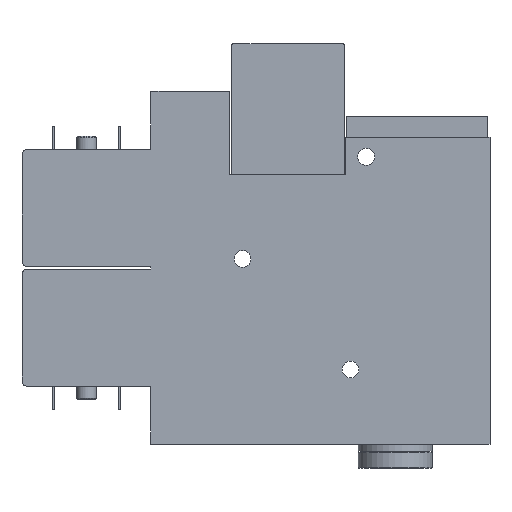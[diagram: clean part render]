
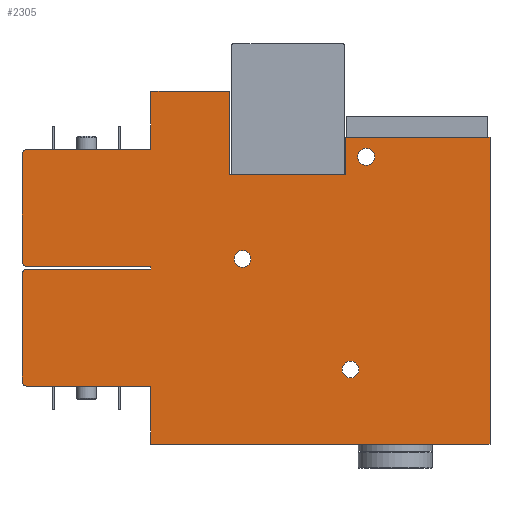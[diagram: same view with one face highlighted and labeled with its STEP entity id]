
A CAD part, left-side view. The second image highlights one B-rep face of the part: STEP entity #2305.
In plain terms, the highlighted face is planar.
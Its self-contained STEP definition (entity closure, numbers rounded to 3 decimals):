
#94=CIRCLE('',#2447,1.6);
#95=CIRCLE('',#2448,1.6);
#96=CIRCLE('',#2449,1.6);
#97=CIRCLE('',#2450,1.);
#98=CIRCLE('',#2451,1.);
#99=CIRCLE('',#2452,1.);
#100=CIRCLE('',#2453,1.);
#248=ORIENTED_EDGE('',*,*,#646,.F.);
#249=ORIENTED_EDGE('',*,*,#647,.F.);
#250=ORIENTED_EDGE('',*,*,#648,.F.);
#251=ORIENTED_EDGE('',*,*,#600,.F.);
#252=ORIENTED_EDGE('',*,*,#589,.F.);
#253=ORIENTED_EDGE('',*,*,#580,.F.);
#254=ORIENTED_EDGE('',*,*,#649,.F.);
#255=ORIENTED_EDGE('',*,*,#650,.F.);
#256=ORIENTED_EDGE('',*,*,#651,.F.);
#257=ORIENTED_EDGE('',*,*,#652,.F.);
#258=ORIENTED_EDGE('',*,*,#595,.F.);
#259=ORIENTED_EDGE('',*,*,#653,.F.);
#260=ORIENTED_EDGE('',*,*,#654,.F.);
#261=ORIENTED_EDGE('',*,*,#655,.F.);
#262=ORIENTED_EDGE('',*,*,#656,.F.);
#263=ORIENTED_EDGE('',*,*,#563,.F.);
#264=ORIENTED_EDGE('',*,*,#598,.F.);
#265=ORIENTED_EDGE('',*,*,#633,.F.);
#266=ORIENTED_EDGE('',*,*,#627,.F.);
#267=ORIENTED_EDGE('',*,*,#620,.F.);
#268=ORIENTED_EDGE('',*,*,#613,.F.);
#269=ORIENTED_EDGE('',*,*,#610,.F.);
#270=ORIENTED_EDGE('',*,*,#603,.F.);
#563=EDGE_CURVE('',#773,#774,#931,.T.);
#580=EDGE_CURVE('',#790,#791,#947,.T.);
#589=EDGE_CURVE('',#791,#799,#955,.T.);
#595=EDGE_CURVE('',#804,#802,#961,.T.);
#598=EDGE_CURVE('',#806,#773,#964,.T.);
#600=EDGE_CURVE('',#799,#808,#965,.T.);
#603=EDGE_CURVE('',#808,#810,#968,.T.);
#610=EDGE_CURVE('',#810,#816,#975,.T.);
#613=EDGE_CURVE('',#816,#818,#978,.T.);
#620=EDGE_CURVE('',#818,#824,#985,.T.);
#627=EDGE_CURVE('',#824,#830,#988,.T.);
#633=EDGE_CURVE('',#830,#806,#991,.T.);
#646=EDGE_CURVE('',#844,#844,#94,.T.);
#647=EDGE_CURVE('',#845,#845,#95,.T.);
#648=EDGE_CURVE('',#846,#846,#96,.T.);
#649=EDGE_CURVE('',#847,#790,#97,.T.);
#650=EDGE_CURVE('',#848,#847,#997,.T.);
#651=EDGE_CURVE('',#849,#848,#98,.T.);
#652=EDGE_CURVE('',#802,#849,#998,.T.);
#653=EDGE_CURVE('',#850,#804,#999,.T.);
#654=EDGE_CURVE('',#851,#850,#99,.T.);
#655=EDGE_CURVE('',#852,#851,#1000,.T.);
#656=EDGE_CURVE('',#774,#852,#100,.T.);
#773=VERTEX_POINT('',#3102);
#774=VERTEX_POINT('',#3103);
#790=VERTEX_POINT('',#3137);
#791=VERTEX_POINT('',#3138);
#799=VERTEX_POINT('',#3156);
#802=VERTEX_POINT('',#3163);
#804=VERTEX_POINT('',#3167);
#806=VERTEX_POINT('',#3173);
#808=VERTEX_POINT('',#3179);
#810=VERTEX_POINT('',#3185);
#816=VERTEX_POINT('',#3199);
#818=VERTEX_POINT('',#3205);
#824=VERTEX_POINT('',#3219);
#830=VERTEX_POINT('',#3233);
#844=VERTEX_POINT('',#3269);
#845=VERTEX_POINT('',#3271);
#846=VERTEX_POINT('',#3273);
#847=VERTEX_POINT('',#3275);
#848=VERTEX_POINT('',#3277);
#849=VERTEX_POINT('',#3279);
#850=VERTEX_POINT('',#3282);
#851=VERTEX_POINT('',#3284);
#852=VERTEX_POINT('',#3286);
#931=LINE('',#3101,#1069);
#947=LINE('',#3136,#1085);
#955=LINE('',#3155,#1093);
#961=LINE('',#3168,#1099);
#964=LINE('',#3174,#1102);
#965=LINE('',#3178,#1103);
#968=LINE('',#3184,#1106);
#975=LINE('',#3198,#1113);
#978=LINE('',#3204,#1116);
#985=LINE('',#3218,#1123);
#988=LINE('',#3232,#1126);
#991=LINE('',#3244,#1129);
#997=LINE('',#3276,#1135);
#998=LINE('',#3280,#1136);
#999=LINE('',#3281,#1137);
#1000=LINE('',#3285,#1138);
#1069=VECTOR('',#2601,1000.);
#1085=VECTOR('',#2621,1000.);
#1093=VECTOR('',#2633,1000.);
#1099=VECTOR('',#2641,1000.);
#1102=VECTOR('',#2646,1000.);
#1103=VECTOR('',#2651,1000.);
#1106=VECTOR('',#2656,1000.);
#1113=VECTOR('',#2665,1000.);
#1116=VECTOR('',#2670,1000.);
#1123=VECTOR('',#2679,1000.);
#1126=VECTOR('',#2692,1000.);
#1129=VECTOR('',#2703,1000.);
#1135=VECTOR('',#2735,1000.);
#1136=VECTOR('',#2738,1000.);
#1137=VECTOR('',#2739,1000.);
#1138=VECTOR('',#2742,1000.);
#1239=EDGE_LOOP('',(#248));
#1240=EDGE_LOOP('',(#249));
#1241=EDGE_LOOP('',(#250));
#1242=EDGE_LOOP('',(#251,#252,#253,#254,#255,#256,#257,#258,#259,#260,#261,
#262,#263,#264,#265,#266,#267,#268,#269,#270));
#1415=FACE_BOUND('',#1239,.T.);
#1416=FACE_BOUND('',#1240,.T.);
#1417=FACE_BOUND('',#1241,.T.);
#1418=FACE_BOUND('',#1242,.T.);
#1572=PLANE('',#2446);
#2305=ADVANCED_FACE('',(#1415,#1416,#1417,#1418),#1572,.F.);
#2446=AXIS2_PLACEMENT_3D('',#3267,#2725,#2726);
#2447=AXIS2_PLACEMENT_3D('',#3268,#2727,#2728);
#2448=AXIS2_PLACEMENT_3D('',#3270,#2729,#2730);
#2449=AXIS2_PLACEMENT_3D('',#3272,#2731,#2732);
#2450=AXIS2_PLACEMENT_3D('',#3274,#2733,#2734);
#2451=AXIS2_PLACEMENT_3D('',#3278,#2736,#2737);
#2452=AXIS2_PLACEMENT_3D('',#3283,#2740,#2741);
#2453=AXIS2_PLACEMENT_3D('',#3287,#2743,#2744);
#2601=DIRECTION('',(0.,1.,0.));
#2621=DIRECTION('',(0.,-1.,0.));
#2633=DIRECTION('',(-1.,0.,0.));
#2641=DIRECTION('',(-1.,0.,0.));
#2646=DIRECTION('',(-1.,0.,0.));
#2651=DIRECTION('',(0.,-1.,0.));
#2656=DIRECTION('',(1.,0.,0.));
#2665=DIRECTION('',(0.,-1.,0.));
#2670=DIRECTION('',(-1.,0.,0.));
#2679=DIRECTION('',(0.,-1.,0.));
#2692=DIRECTION('',(1.,0.,0.));
#2703=DIRECTION('',(0.,1.,0.));
#2725=DIRECTION('',(0.,0.,1.));
#2726=DIRECTION('',(1.,0.,0.));
#2727=DIRECTION('',(0.,0.,-1.));
#2728=DIRECTION('',(-1.,0.,0.));
#2729=DIRECTION('',(0.,0.,-1.));
#2730=DIRECTION('',(-1.,0.,0.));
#2731=DIRECTION('',(0.,0.,-1.));
#2732=DIRECTION('',(-1.,0.,0.));
#2733=DIRECTION('',(0.,0.,1.));
#2734=DIRECTION('',(1.,0.,0.));
#2735=DIRECTION('',(-1.,0.,0.));
#2736=DIRECTION('',(0.,0.,1.));
#2737=DIRECTION('',(1.,0.,0.));
#2738=DIRECTION('',(0.,1.,0.));
#2739=DIRECTION('',(0.,-1.,0.));
#2740=DIRECTION('',(0.,0.,1.));
#2741=DIRECTION('',(1.,0.,0.));
#2742=DIRECTION('',(-1.,0.,0.));
#2743=DIRECTION('',(0.,0.,1.));
#2744=DIRECTION('',(1.,0.,0.));
#3101=CARTESIAN_POINT('',(-11.,64.4,-7.5));
#3102=CARTESIAN_POINT('',(-11.,64.4,-7.5));
#3103=CARTESIAN_POINT('',(-11.,87.9,-7.5));
#3136=CARTESIAN_POINT('',(-56.,87.9,-7.5));
#3137=CARTESIAN_POINT('',(-56.,87.9,-7.5));
#3138=CARTESIAN_POINT('',(-56.,64.4,-7.5));
#3155=CARTESIAN_POINT('',(0.,64.4,-7.5));
#3156=CARTESIAN_POINT('',(-67.,64.4,-7.5));
#3163=CARTESIAN_POINT('',(-33.75,64.4,-7.5));
#3167=CARTESIAN_POINT('',(-33.25,64.4,-7.5));
#3168=CARTESIAN_POINT('',(0.,64.4,-7.5));
#3173=CARTESIAN_POINT('',(0.,64.4,-7.5));
#3174=CARTESIAN_POINT('',(0.,64.4,-7.5));
#3178=CARTESIAN_POINT('',(-67.,64.4,-7.5));
#3179=CARTESIAN_POINT('',(-67.,49.538,-7.5));
#3184=CARTESIAN_POINT('',(-67.,49.538,-7.5));
#3185=CARTESIAN_POINT('',(-51.14,49.538,-7.5));
#3198=CARTESIAN_POINT('',(-51.14,49.538,-7.5));
#3199=CARTESIAN_POINT('',(-51.14,27.4,-7.5));
#3204=CARTESIAN_POINT('',(-51.14,27.4,-7.5));
#3205=CARTESIAN_POINT('',(-58.3,27.4,-7.5));
#3218=CARTESIAN_POINT('',(-58.3,27.4,-7.5));
#3219=CARTESIAN_POINT('',(-58.3,0.,-7.5));
#3232=CARTESIAN_POINT('',(-58.3,0.,-7.5));
#3233=CARTESIAN_POINT('',(0.,0.,-7.5));
#3244=CARTESIAN_POINT('',(0.,0.,-7.5));
#3267=CARTESIAN_POINT('',(0.,0.,-7.5));
#3268=CARTESIAN_POINT('',(-54.6,23.5,-7.5));
#3269=CARTESIAN_POINT('',(-56.2,23.5,-7.5));
#3270=CARTESIAN_POINT('',(-35.2,47.,-7.5));
#3271=CARTESIAN_POINT('',(-36.8,47.,-7.5));
#3272=CARTESIAN_POINT('',(-14.2,26.5,-7.5));
#3273=CARTESIAN_POINT('',(-15.8,26.5,-7.5));
#3274=CARTESIAN_POINT('',(-55.,87.9,-7.5));
#3275=CARTESIAN_POINT('',(-55.,88.9,-7.5));
#3276=CARTESIAN_POINT('',(-34.75,88.9,-7.5));
#3277=CARTESIAN_POINT('',(-34.75,88.9,-7.5));
#3278=CARTESIAN_POINT('',(-34.75,87.9,-7.5));
#3279=CARTESIAN_POINT('',(-33.75,87.9,-7.5));
#3280=CARTESIAN_POINT('',(-33.75,64.4,-7.5));
#3281=CARTESIAN_POINT('',(-33.25,87.9,-7.5));
#3282=CARTESIAN_POINT('',(-33.25,87.9,-7.5));
#3283=CARTESIAN_POINT('',(-32.25,87.9,-7.5));
#3284=CARTESIAN_POINT('',(-32.25,88.9,-7.5));
#3285=CARTESIAN_POINT('',(-12.,88.9,-7.5));
#3286=CARTESIAN_POINT('',(-12.,88.9,-7.5));
#3287=CARTESIAN_POINT('',(-12.,87.9,-7.5));
